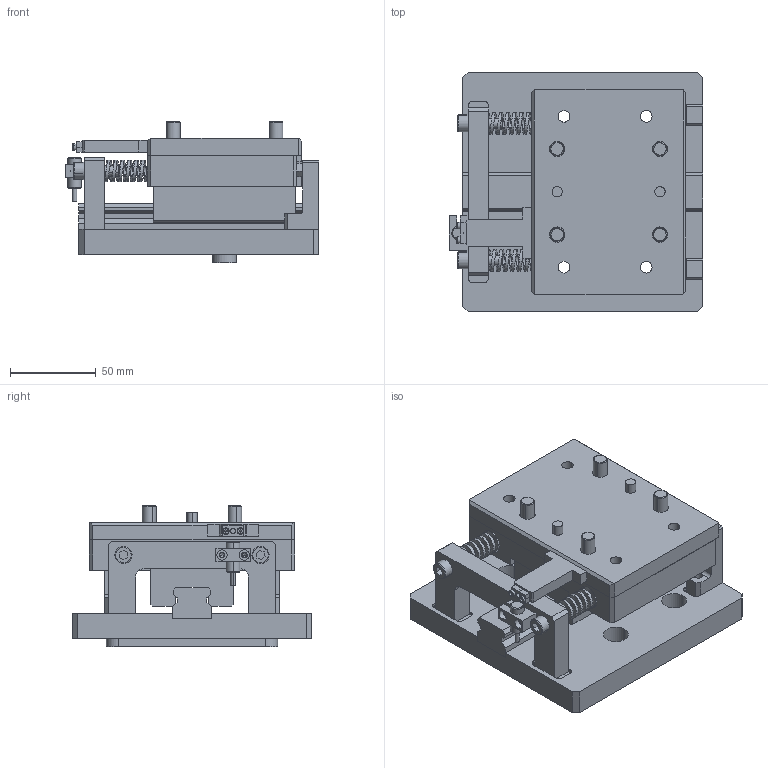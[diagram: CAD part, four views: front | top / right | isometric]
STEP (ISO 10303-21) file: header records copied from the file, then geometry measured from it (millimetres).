
FILE_DESCRIPTION (( 'STEP AP203' ), '1' );
FILE_NAME ('HT-HE50.STEP', '2025-01-03T02:01:56', ( 'USER-' ), ( 'Microsoft' ), 'SwSTEP 2.0', 'SolidWorks 2018', '' );
FILE_SCHEMA (( 'CONFIG_CONTROL_DESIGN' ));
Length unit declared in the file: millimetre
Products named in the file (25): 埴翐芛_GB_FASTENER_SCREWS_HSHCS M2X8-N; HT-HE50杅耀.sldasm-Part-20; HT-HE50杅耀.sldasm-Part-4; HT-HE50杅耀.sldasm-Part-2; HT-HE50杅耀.sldasm-Part-14; 25x12-R3; 揤輸蚾饜极; hexagon socket head cap screws gb_GB_FASTENER_SCREWS_HSHCS M8X20-N; HT-HE50杅耀.sldasm-Part-10; HT-HE50杅耀.sldasm-Part-1; HT-HE50杅耀.sldasm-Part-5; HT-HE50杅耀.sldasm-Part-9; HT-HE50杅耀.sldasm-Part-3; 揤輸杅耀.sldasm-Part-9; HT-HE50杅耀.sldasm-Part-12; 埴翐种6℅22; HT-HE50杅耀.sldasm-Part-7; HT-HE50杅耀.sldasm-Part-18; HT-HE50杅耀.sldasm-Part-11; HT-HE50杅耀.sldasm-Part-15; 8-18換覜ん; HT-HE50杅耀.sldasm-Part-16; HT-HE50杅耀.sldasm-Part-8; HT-HE50杅耀.sldasm-Part-6; HT-HE50
Assembly tree (29 placements, depth 3):
  HT-HE50
    HT-HE50杅耀.sldasm-Part-1
    HT-HE50杅耀.sldasm-Part-2
    HT-HE50杅耀.sldasm-Part-3
    HT-HE50杅耀.sldasm-Part-4
    HT-HE50杅耀.sldasm-Part-5
    HT-HE50杅耀.sldasm-Part-6
    HT-HE50杅耀.sldasm-Part-7
    HT-HE50杅耀.sldasm-Part-8
    HT-HE50杅耀.sldasm-Part-9
    HT-HE50杅耀.sldasm-Part-10
    HT-HE50杅耀.sldasm-Part-11
    HT-HE50杅耀.sldasm-Part-12
    HT-HE50杅耀.sldasm-Part-14
    HT-HE50杅耀.sldasm-Part-15
    HT-HE50杅耀.sldasm-Part-16
    HT-HE50杅耀.sldasm-Part-18
    HT-HE50杅耀.sldasm-Part-20
    8-18換覜ん
    揤輸蚾饜极
      揤輸杅耀.sldasm-Part-9
      埴翐芛_GB_FASTENER_SCREWS_HSHCS M2X8-N  x2
    25x12-R3
    hexagon socket head cap screws gb_GB_FASTENER_SCREWS_HSHCS M8X20-N  x4
    埴翐种6℅22  x2
Bounding box: 148 x 140 x 82.5 mm (x, y, z)
Volume: 729627.2 mm3; surface area: 178961.3 mm2
Topology: 28 solids, 34 shells, 1064 faces, 2739 edges, 1776 vertices
Faces by surface type: plane 590, cylinder 235, bspline 163, cone 60, torus 16
Entity records: 42406 total; most frequent: CARTESIAN_POINT 16649, ORIENTED_EDGE 4954, DIRECTION 4311, EDGE_CURVE 2477, VECTOR 1667, LINE 1667, VERTEX_POINT 1640, AXIS2_PLACEMENT_3D 1322
